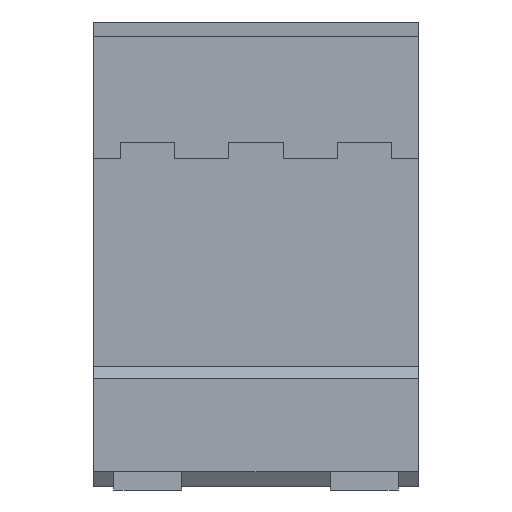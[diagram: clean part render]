
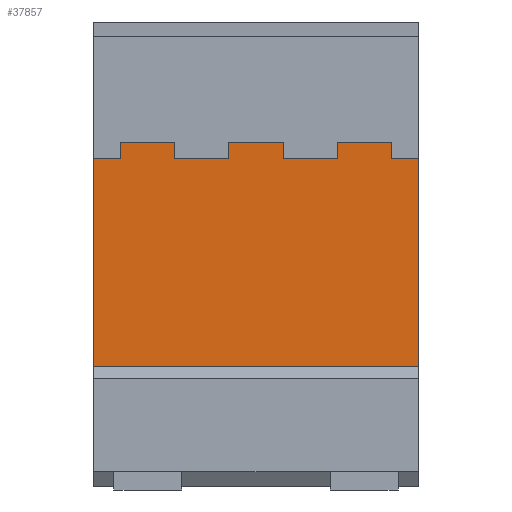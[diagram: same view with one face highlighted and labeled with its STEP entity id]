
A CAD part, front view. The second image highlights one B-rep face of the part: STEP entity #37857.
In plain terms, the highlighted planar face has unit normal (0, -1, 0).
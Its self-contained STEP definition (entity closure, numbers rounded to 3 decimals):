
#401 = CARTESIAN_POINT ( 'NONE',  ( -45., -26.75, -18.65 ) ) ;
#4049 = DIRECTION ( 'NONE',  ( 0., 0., -1. ) ) ;
#4251 = DIRECTION ( 'NONE',  ( -1., 0., 0. ) ) ;
#6178 = VECTOR ( 'NONE', #31930, 1000. ) ;
#6294 = DIRECTION ( 'NONE',  ( 0., 0., 1. ) ) ;
#7062 = CARTESIAN_POINT ( 'NONE',  ( -45., -26.75, 22.425 ) ) ;
#7546 = LINE ( 'NONE', #35818, #6178 ) ;
#11554 = DIRECTION ( 'NONE',  ( 0., 1., 0. ) ) ;
#12240 = ORIENTED_EDGE ( 'NONE', *, *, #37452, .F. ) ;
#13857 = EDGE_CURVE ( 'NONE', #37361, #34718, #29901, .T. ) ;
#15737 = ORIENTED_EDGE ( 'NONE', *, *, #13857, .T. ) ;
#17161 = CARTESIAN_POINT ( 'NONE',  ( 9., -26.75, 18.65 ) ) ;
#19444 = EDGE_CURVE ( 'NONE', #22695, #20715, #34315, .T. ) ;
#20715 = VERTEX_POINT ( 'NONE', #33761 ) ;
#22695 = VERTEX_POINT ( 'NONE', #401 ) ;
#23477 = CARTESIAN_POINT ( 'NONE',  ( -27.001, -26.75, 18.65 ) ) ;
#23992 = PLANE ( 'NONE',  #29132 ) ;
#29132 = AXIS2_PLACEMENT_3D ( 'NONE', #23477, #11554, #4049 ) ;
#29901 = LINE ( 'NONE', #45688, #36707 ) ;
#31930 = DIRECTION ( 'NONE',  ( 1., 0., 0. ) ) ;
#33761 = CARTESIAN_POINT ( 'NONE',  ( -45., -26.75, 18.65 ) ) ;
#33788 = CARTESIAN_POINT ( 'NONE',  ( 9., -26.75, -18.65 ) ) ;
#34315 = LINE ( 'NONE', #7062, #45000 ) ;
#34718 = VERTEX_POINT ( 'NONE', #17161 ) ;
#35818 = CARTESIAN_POINT ( 'NONE',  ( -27.001, -26.75, 18.65 ) ) ;
#36467 = FACE_OUTER_BOUND ( 'NONE', #41247, .T. ) ;
#36707 = VECTOR ( 'NONE', #6294, 1000. ) ;
#37361 = VERTEX_POINT ( 'NONE', #33788 ) ;
#37452 = EDGE_CURVE ( 'NONE', #20715, #34718, #7546, .T. ) ;
#37857 = ADVANCED_FACE ( 'NONE', ( #36467 ), #23992, .F. ) ;
#39255 = CARTESIAN_POINT ( 'NONE',  ( -27.001, -26.75, -18.65 ) ) ;
#41247 = EDGE_LOOP ( 'NONE', ( #47627, #15737, #12240, #47959 ) ) ;
#41272 = VECTOR ( 'NONE', #4251, 1000. ) ;
#45000 = VECTOR ( 'NONE', #50093, 1000. ) ;
#45688 = CARTESIAN_POINT ( 'NONE',  ( 9., -26.75, 18.65 ) ) ;
#46278 = EDGE_CURVE ( 'NONE', #37361, #22695, #47812, .T. ) ;
#47627 = ORIENTED_EDGE ( 'NONE', *, *, #46278, .F. ) ;
#47812 = LINE ( 'NONE', #39255, #41272 ) ;
#47959 = ORIENTED_EDGE ( 'NONE', *, *, #19444, .F. ) ;
#50093 = DIRECTION ( 'NONE',  ( 0., 0., 1. ) ) ;
